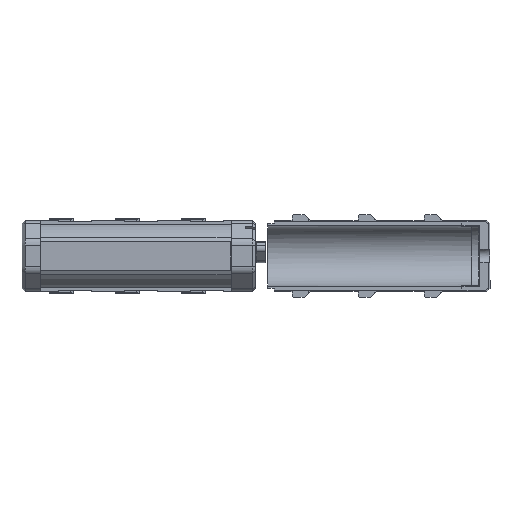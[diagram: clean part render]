
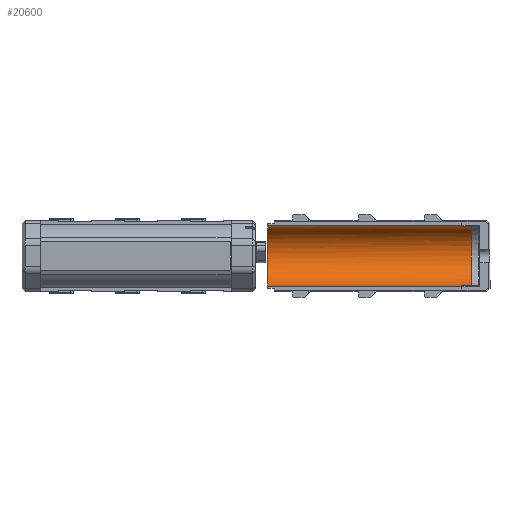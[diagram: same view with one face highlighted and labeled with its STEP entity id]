
A CAD part, front view. The second image highlights one B-rep face of the part: STEP entity #20600.
In plain terms, the highlighted cylindrical face has radius 50.75 mm (diameter 101.5 mm), a partial arc.
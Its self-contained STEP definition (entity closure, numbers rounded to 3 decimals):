
#239 = ORIENTED_EDGE ( 'NONE', *, *, #10330, .F. ) ;
#676 = CARTESIAN_POINT ( 'NONE',  ( 385.9, 182., 156.88 ) ) ;
#1092 = CIRCLE ( 'NONE', #11850, 50.75 ) ;
#1320 = VECTOR ( 'NONE', #25692, 1000. ) ;
#1321 = DIRECTION ( 'NONE',  ( -1., 0., 0. ) ) ;
#2861 = DIRECTION ( 'NONE',  ( 0., 0., 1. ) ) ;
#3266 = EDGE_LOOP ( 'NONE', ( #19606, #15101, #10246, #12960, #28537, #239, #16470, #25624 ) ) ;
#3391 = EDGE_CURVE ( 'NONE', #3430, #17638, #22291, .T. ) ;
#3413 = VECTOR ( 'NONE', #20857, 1000. ) ;
#3430 = VERTEX_POINT ( 'NONE', #5425 ) ;
#3781 = CYLINDRICAL_SURFACE ( 'NONE', #5806, 50.75 ) ;
#3979 = AXIS2_PLACEMENT_3D ( 'NONE', #11883, #25559, #18978 ) ;
#5027 = DIRECTION ( 'NONE',  ( -1., 0., 0. ) ) ;
#5197 = VERTEX_POINT ( 'NONE', #676 ) ;
#5425 = CARTESIAN_POINT ( 'NONE',  ( 370., 182., 57.37 ) ) ;
#5479 = CARTESIAN_POINT ( 'NONE',  ( 370., 177.2, 56.642 ) ) ;
#5806 = AXIS2_PLACEMENT_3D ( 'NONE', #18682, #5027, #2861 ) ;
#5904 = LINE ( 'NONE', #23165, #1320 ) ;
#7947 = DIRECTION ( 'NONE',  ( -1., 0., 0. ) ) ;
#7962 = CARTESIAN_POINT ( 'NONE',  ( 406.4, 182., 156.88 ) ) ;
#9335 = VECTOR ( 'NONE', #1321, 1000. ) ;
#9925 = VERTEX_POINT ( 'NONE', #17478 ) ;
#10088 = VERTEX_POINT ( 'NONE', #11260 ) ;
#10246 = ORIENTED_EDGE ( 'NONE', *, *, #17107, .T. ) ;
#10330 = EDGE_CURVE ( 'NONE', #12949, #9925, #13386, .T. ) ;
#10509 = DIRECTION ( 'NONE',  ( 1., 0., 0. ) ) ;
#11260 = CARTESIAN_POINT ( 'NONE',  ( 385.9, 182., 57.37 ) ) ;
#11850 = AXIS2_PLACEMENT_3D ( 'NONE', #25719, #18545, #23195 ) ;
#11883 = CARTESIAN_POINT ( 'NONE',  ( 370., 172., 107.125 ) ) ;
#12792 = CARTESIAN_POINT ( 'NONE',  ( 370., 172., 107.125 ) ) ;
#12940 = EDGE_CURVE ( 'NONE', #26071, #17638, #16728, .T. ) ;
#12949 = VERTEX_POINT ( 'NONE', #17115 ) ;
#12960 = ORIENTED_EDGE ( 'NONE', *, *, #21308, .F. ) ;
#13185 = VECTOR ( 'NONE', #10509, 1000. ) ;
#13386 = CIRCLE ( 'NONE', #21428, 50.75 ) ;
#14182 = EDGE_CURVE ( 'NONE', #5197, #9925, #28700, .T. ) ;
#14442 = CARTESIAN_POINT ( 'NONE',  ( 46.6, 177.2, 157.608 ) ) ;
#14459 = CARTESIAN_POINT ( 'NONE',  ( 406.4, 182., 57.37 ) ) ;
#14889 = DIRECTION ( 'NONE',  ( 0., 0., 1. ) ) ;
#15101 = ORIENTED_EDGE ( 'NONE', *, *, #3391, .F. ) ;
#15662 = CARTESIAN_POINT ( 'NONE',  ( 385.9, 172., 107.125 ) ) ;
#15764 = DIRECTION ( 'NONE',  ( 0., 0., 1. ) ) ;
#16470 = ORIENTED_EDGE ( 'NONE', *, *, #25952, .T. ) ;
#16728 = LINE ( 'NONE', #21830, #13185 ) ;
#16778 = CIRCLE ( 'NONE', #21353, 50.75 ) ;
#17107 = EDGE_CURVE ( 'NONE', #3430, #10088, #20765, .T. ) ;
#17115 = CARTESIAN_POINT ( 'NONE',  ( 370., 177.2, 157.608 ) ) ;
#17478 = CARTESIAN_POINT ( 'NONE',  ( 370., 182., 156.88 ) ) ;
#17638 = VERTEX_POINT ( 'NONE', #5479 ) ;
#18545 = DIRECTION ( 'NONE',  ( 1., 0., 0. ) ) ;
#18682 = CARTESIAN_POINT ( 'NONE',  ( 406.4, 172., 107.125 ) ) ;
#18978 = DIRECTION ( 'NONE',  ( 0., 0., 1. ) ) ;
#19581 = EDGE_CURVE ( 'NONE', #26071, #25614, #1092, .T. ) ;
#19606 = ORIENTED_EDGE ( 'NONE', *, *, #12940, .T. ) ;
#19995 = DIRECTION ( 'NONE',  ( -1., 0., 0. ) ) ;
#20600 = ADVANCED_FACE ( 'NONE', ( #21798 ), #3781, .F. ) ;
#20765 = LINE ( 'NONE', #14459, #3413 ) ;
#20857 = DIRECTION ( 'NONE',  ( 1., 0., 0. ) ) ;
#21308 = EDGE_CURVE ( 'NONE', #5197, #10088, #16778, .T. ) ;
#21353 = AXIS2_PLACEMENT_3D ( 'NONE', #15662, #19995, #15764 ) ;
#21428 = AXIS2_PLACEMENT_3D ( 'NONE', #12792, #7947, #14889 ) ;
#21798 = FACE_OUTER_BOUND ( 'NONE', #3266, .T. ) ;
#21830 = CARTESIAN_POINT ( 'NONE',  ( 406.4, 177.2, 56.642 ) ) ;
#22291 = CIRCLE ( 'NONE', #3979, 50.75 ) ;
#23165 = CARTESIAN_POINT ( 'NONE',  ( 406.4, 177.2, 157.608 ) ) ;
#23195 = DIRECTION ( 'NONE',  ( 0., 0., 1. ) ) ;
#23263 = CARTESIAN_POINT ( 'NONE',  ( 46.6, 177.2, 56.642 ) ) ;
#25559 = DIRECTION ( 'NONE',  ( -1., 0., 0. ) ) ;
#25614 = VERTEX_POINT ( 'NONE', #14442 ) ;
#25624 = ORIENTED_EDGE ( 'NONE', *, *, #19581, .F. ) ;
#25692 = DIRECTION ( 'NONE',  ( -1., 0., 0. ) ) ;
#25719 = CARTESIAN_POINT ( 'NONE',  ( 46.6, 172., 107.125 ) ) ;
#25952 = EDGE_CURVE ( 'NONE', #12949, #25614, #5904, .T. ) ;
#26071 = VERTEX_POINT ( 'NONE', #23263 ) ;
#28537 = ORIENTED_EDGE ( 'NONE', *, *, #14182, .T. ) ;
#28700 = LINE ( 'NONE', #7962, #9335 ) ;
